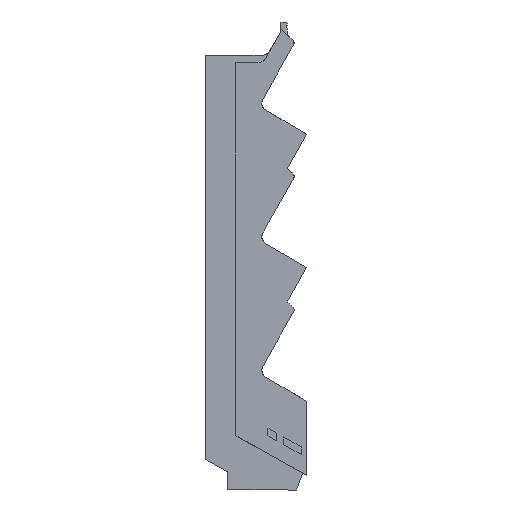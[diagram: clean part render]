
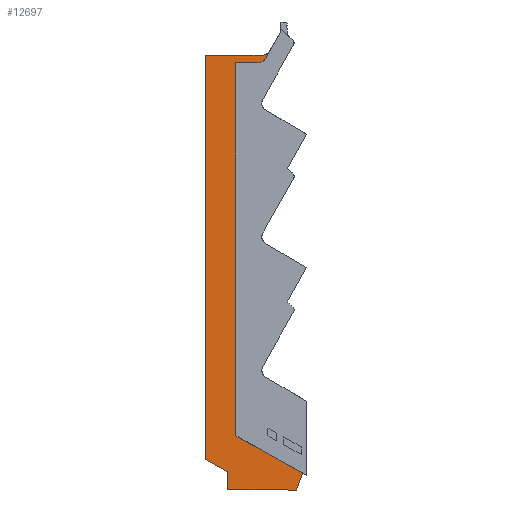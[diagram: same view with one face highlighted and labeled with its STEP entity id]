
A CAD part, left-side view. The second image highlights one B-rep face of the part: STEP entity #12697.
In plain terms, the highlighted planar face has unit normal (-1, 0, 0).
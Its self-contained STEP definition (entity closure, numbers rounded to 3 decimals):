
#11673=AXIS2_PLACEMENT_3D('Circle Axis2P3D',#11671,#11672,$) ;
#12662=AXIS2_PLACEMENT_3D('Plane Axis2P3D',#12659,#12660,#12661) ;
#9845=CARTESIAN_POINT('Vertex',(0.6,17.762,4.106)) ;
#9848=CARTESIAN_POINT('Line Origine',(0.6,20.262,5.506)) ;
#9852=CARTESIAN_POINT('Vertex',(0.6,22.762,6.906)) ;
#9877=CARTESIAN_POINT('Vertex',(0.6,22.762,97.989)) ;
#9880=CARTESIAN_POINT('Line Origine',(0.6,22.762,52.447)) ;
#9908=CARTESIAN_POINT('Line Origine',(0.6,16.386,97.989)) ;
#9912=CARTESIAN_POINT('Vertex',(0.6,10.01,97.989)) ;
#9935=CARTESIAN_POINT('Control Point',(0.6,10.01,97.989)) ;
#9936=CARTESIAN_POINT('Control Point',(0.6,9.48,97.989)) ;
#9937=CARTESIAN_POINT('Control Point',(0.6,8.948,98.177)) ;
#9938=CARTESIAN_POINT('Control Point',(0.6,8.524,98.549)) ;
#9939=CARTESIAN_POINT('Control Point',(0.6,8.265,99.011)) ;
#9940=CARTESIAN_POINT('Vertex',(0.6,8.265,99.011)) ;
#9956=CARTESIAN_POINT('Line Origine',(0.6,8.741,98.161)) ;
#9960=CARTESIAN_POINT('Vertex',(0.6,9.217,97.311)) ;
#10161=CARTESIAN_POINT('Vertex',(0.6,0.867,3.813)) ;
#10173=CARTESIAN_POINT('Vertex',(0.6,15.962,12.267)) ;
#10176=CARTESIAN_POINT('Line Origine',(0.6,8.414,8.04)) ;
#11671=CARTESIAN_POINT('Axis2P3D Location',(0.6,10.962,98.289)) ;
#11675=CARTESIAN_POINT('Vertex',(0.6,10.962,96.289)) ;
#11691=CARTESIAN_POINT('Line Origine',(0.6,13.462,96.289)) ;
#11695=CARTESIAN_POINT('Vertex',(0.6,15.962,96.289)) ;
#11711=CARTESIAN_POINT('Line Origine',(0.6,15.962,54.278)) ;
#12659=CARTESIAN_POINT('Axis2P3D Location',(0.6,52.762,-1.511)) ;
#12664=CARTESIAN_POINT('Line Origine',(0.6,17.762,2.053)) ;
#12668=CARTESIAN_POINT('Vertex',(0.6,17.762,0.)) ;
#12671=CARTESIAN_POINT('Line Origine',(0.6,10.01,0.)) ;
#12675=CARTESIAN_POINT('Vertex',(0.6,2.258,0.)) ;
#12678=CARTESIAN_POINT('Line Origine',(0.6,1.562,1.907)) ;
#9849=DIRECTION('Vector Direction',(0.,-0.872,-0.489)) ;
#9881=DIRECTION('Vector Direction',(0.,0.,1.)) ;
#9909=DIRECTION('Vector Direction',(0.,1.,0.)) ;
#9957=DIRECTION('Vector Direction',(0.,0.489,-0.872)) ;
#10177=DIRECTION('Vector Direction',(0.,0.872,0.489)) ;
#11672=DIRECTION('Axis2P3D Direction',(-1.,0.,0.)) ;
#11692=DIRECTION('Vector Direction',(0.,1.,0.)) ;
#11712=DIRECTION('Vector Direction',(0.,0.,-1.)) ;
#12660=DIRECTION('Axis2P3D Direction',(1.,0.,0.)) ;
#12661=DIRECTION('Axis2P3D XDirection',(0.,1.,0.)) ;
#12665=DIRECTION('Vector Direction',(0.,0.,1.)) ;
#12672=DIRECTION('Vector Direction',(0.,-1.,0.)) ;
#12679=DIRECTION('Vector Direction',(0.,-0.343,0.939)) ;
#9850=VECTOR('Line Direction',#9849,1.) ;
#9882=VECTOR('Line Direction',#9881,1.) ;
#9910=VECTOR('Line Direction',#9909,1.) ;
#9958=VECTOR('Line Direction',#9957,1.) ;
#10178=VECTOR('Line Direction',#10177,1.) ;
#11693=VECTOR('Line Direction',#11692,1.) ;
#11713=VECTOR('Line Direction',#11712,1.) ;
#12666=VECTOR('Line Direction',#12665,1.) ;
#12673=VECTOR('Line Direction',#12672,1.) ;
#12680=VECTOR('Line Direction',#12679,1.) ;
#12684=ORIENTED_EDGE('',*,*,#10180,.T.) ;
#12685=ORIENTED_EDGE('',*,*,#11715,.F.) ;
#12686=ORIENTED_EDGE('',*,*,#11697,.F.) ;
#12687=ORIENTED_EDGE('',*,*,#11677,.T.) ;
#12688=ORIENTED_EDGE('',*,*,#9962,.F.) ;
#12689=ORIENTED_EDGE('',*,*,#9942,.F.) ;
#12690=ORIENTED_EDGE('',*,*,#9914,.T.) ;
#12691=ORIENTED_EDGE('',*,*,#9884,.T.) ;
#12692=ORIENTED_EDGE('',*,*,#9854,.T.) ;
#12693=ORIENTED_EDGE('',*,*,#12670,.T.) ;
#12694=ORIENTED_EDGE('',*,*,#12677,.T.) ;
#12695=ORIENTED_EDGE('',*,*,#12682,.T.) ;
#12697=ADVANCED_FACE('SIDE',(#12696),#12663,.F.) ;
#9934=B_SPLINE_CURVE_WITH_KNOTS('',4,(#9935,#9936,#9937,#9938,#9939),.UNSPECIFIED.,.F.,.U.,(5,5),(0.,2.999),.UNSPECIFIED.) ;
#11674=CIRCLE('generated circle',#11673,2.) ;
#9854=EDGE_CURVE('',#9853,#9846,#9851,.T.) ;
#9884=EDGE_CURVE('',#9878,#9853,#9883,.F.) ;
#9914=EDGE_CURVE('',#9913,#9878,#9911,.T.) ;
#9942=EDGE_CURVE('',#9913,#9941,#9934,.T.) ;
#9962=EDGE_CURVE('',#9941,#9961,#9959,.T.) ;
#10180=EDGE_CURVE('',#10162,#10174,#10179,.T.) ;
#11677=EDGE_CURVE('',#11676,#9961,#11674,.T.) ;
#11697=EDGE_CURVE('',#11676,#11696,#11694,.T.) ;
#11715=EDGE_CURVE('',#11696,#10174,#11714,.T.) ;
#12670=EDGE_CURVE('',#9846,#12669,#12667,.F.) ;
#12677=EDGE_CURVE('',#12669,#12676,#12674,.T.) ;
#12682=EDGE_CURVE('',#12676,#10162,#12681,.T.) ;
#12683=EDGE_LOOP('',(#12684,#12685,#12686,#12687,#12688,#12689,#12690,#12691,#12692,#12693,#12694,#12695)) ;
#12696=FACE_OUTER_BOUND('',#12683,.T.) ;
#9851=LINE('Line',#9848,#9850) ;
#9883=LINE('Line',#9880,#9882) ;
#9911=LINE('Line',#9908,#9910) ;
#9959=LINE('Line',#9956,#9958) ;
#10179=LINE('Line',#10176,#10178) ;
#11694=LINE('Line',#11691,#11693) ;
#11714=LINE('Line',#11711,#11713) ;
#12667=LINE('Line',#12664,#12666) ;
#12674=LINE('Line',#12671,#12673) ;
#12681=LINE('Line',#12678,#12680) ;
#12663=PLANE('',#12662) ;
#9846=VERTEX_POINT('',#9845) ;
#9853=VERTEX_POINT('',#9852) ;
#9878=VERTEX_POINT('',#9877) ;
#9913=VERTEX_POINT('',#9912) ;
#9941=VERTEX_POINT('',#9940) ;
#9961=VERTEX_POINT('',#9960) ;
#10162=VERTEX_POINT('',#10161) ;
#10174=VERTEX_POINT('',#10173) ;
#11676=VERTEX_POINT('',#11675) ;
#11696=VERTEX_POINT('',#11695) ;
#12669=VERTEX_POINT('',#12668) ;
#12676=VERTEX_POINT('',#12675) ;
